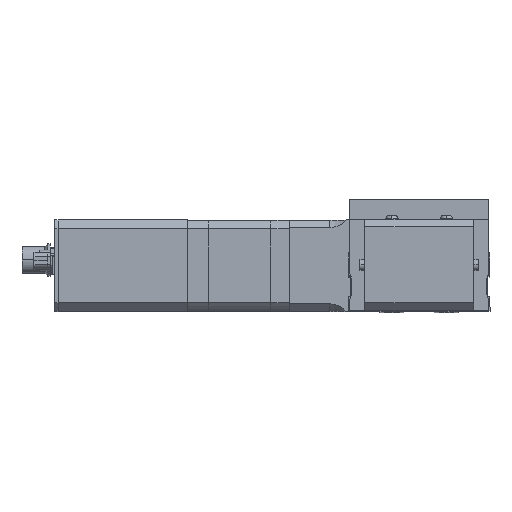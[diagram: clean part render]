
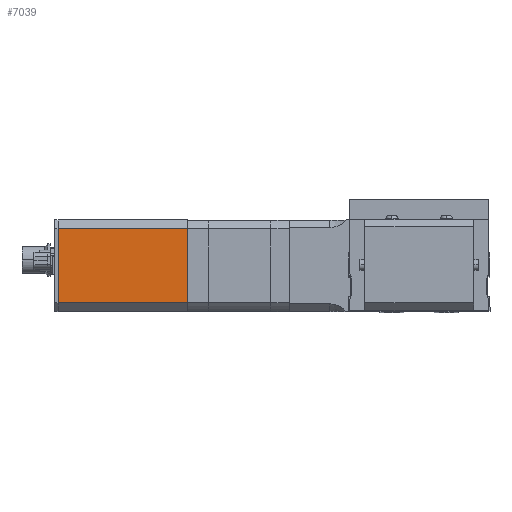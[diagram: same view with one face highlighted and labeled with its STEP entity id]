
A CAD part, top view. The second image highlights one B-rep face of the part: STEP entity #7039.
In plain terms, the highlighted face is planar.
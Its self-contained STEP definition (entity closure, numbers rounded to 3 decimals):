
#2464 = EDGE_CURVE ( 'NONE', #2837, #26330, #11474, .T. ) ;
#2758 = VECTOR ( 'NONE', #26540, 1000. ) ;
#2837 = VERTEX_POINT ( 'NONE', #7095 ) ;
#3500 = VECTOR ( 'NONE', #10026, 1000. ) ;
#3905 = EDGE_CURVE ( 'NONE', #17244, #14000, #5253, .T. ) ;
#4827 = DIRECTION ( 'NONE',  ( 0., 1., 0. ) ) ;
#5253 = LINE ( 'NONE', #20328, #7235 ) ;
#6249 = EDGE_LOOP ( 'NONE', ( #23789, #21799, #18899, #8816 ) ) ;
#7039 = ADVANCED_FACE ( 'NONE', ( #9440 ), #23772, .F. ) ;
#7095 = CARTESIAN_POINT ( 'NONE',  ( -31., -17., -47. ) ) ;
#7235 = VECTOR ( 'NONE', #7638, 1000. ) ;
#7638 = DIRECTION ( 'NONE',  ( 0., 1., 0. ) ) ;
#8816 = ORIENTED_EDGE ( 'NONE', *, *, #9664, .T. ) ;
#9116 = CARTESIAN_POINT ( 'NONE',  ( -31., 17., -47. ) ) ;
#9440 = FACE_OUTER_BOUND ( 'NONE', #6249, .T. ) ;
#9664 = EDGE_CURVE ( 'NONE', #17244, #2837, #27110, .T. ) ;
#9888 = CARTESIAN_POINT ( 'NONE',  ( -31., 17., -106.25 ) ) ;
#10026 = DIRECTION ( 'NONE',  ( 0., 0., 1. ) ) ;
#11474 = LINE ( 'NONE', #9116, #20435 ) ;
#12723 = CARTESIAN_POINT ( 'NONE',  ( -31., -17., -106.25 ) ) ;
#12773 = EDGE_CURVE ( 'NONE', #14000, #26330, #20219, .T. ) ;
#13305 = CARTESIAN_POINT ( 'NONE',  ( -31., 17., -106.25 ) ) ;
#13437 = AXIS2_PLACEMENT_3D ( 'NONE', #13305, #15679, #4827 ) ;
#14000 = VERTEX_POINT ( 'NONE', #9888 ) ;
#15679 = DIRECTION ( 'NONE',  ( 1., 0., 0. ) ) ;
#17244 = VERTEX_POINT ( 'NONE', #12723 ) ;
#18899 = ORIENTED_EDGE ( 'NONE', *, *, #3905, .F. ) ;
#20133 = DIRECTION ( 'NONE',  ( 0., 1., 0. ) ) ;
#20200 = CARTESIAN_POINT ( 'NONE',  ( -31., -17., -106.25 ) ) ;
#20219 = LINE ( 'NONE', #22560, #3500 ) ;
#20328 = CARTESIAN_POINT ( 'NONE',  ( -31., 17., -106.25 ) ) ;
#20435 = VECTOR ( 'NONE', #20133, 1000. ) ;
#21799 = ORIENTED_EDGE ( 'NONE', *, *, #12773, .F. ) ;
#22560 = CARTESIAN_POINT ( 'NONE',  ( -31., 17., -106.25 ) ) ;
#23468 = CARTESIAN_POINT ( 'NONE',  ( -31., 17., -47. ) ) ;
#23772 = PLANE ( 'NONE',  #13437 ) ;
#23789 = ORIENTED_EDGE ( 'NONE', *, *, #2464, .T. ) ;
#26330 = VERTEX_POINT ( 'NONE', #23468 ) ;
#26540 = DIRECTION ( 'NONE',  ( 0., 0., 1. ) ) ;
#27110 = LINE ( 'NONE', #20200, #2758 ) ;
